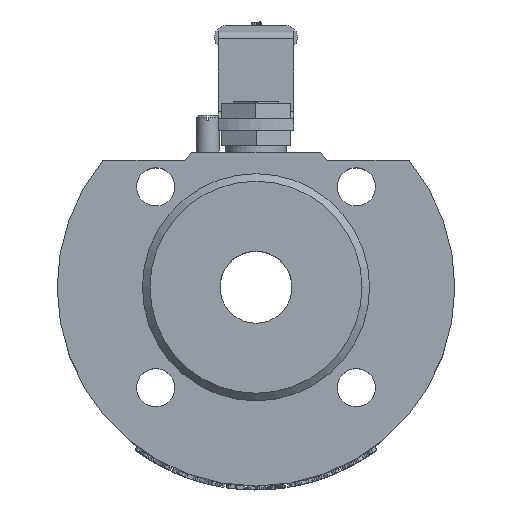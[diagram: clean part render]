
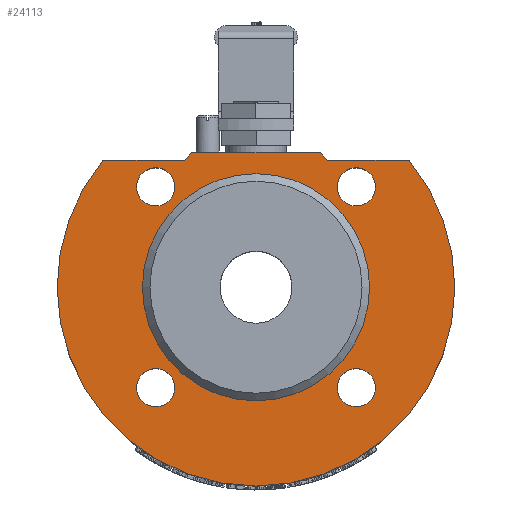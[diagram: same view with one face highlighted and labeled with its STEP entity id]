
A CAD part, top view. The second image highlights one B-rep face of the part: STEP entity #24113.
In plain terms, the highlighted planar face has unit normal (0, 0, 1).
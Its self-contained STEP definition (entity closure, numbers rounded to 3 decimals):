
#1907=FACE_BOUND('',#4736,.T.);
#1908=FACE_BOUND('',#4737,.T.);
#1909=FACE_BOUND('',#4738,.T.);
#1910=FACE_BOUND('',#4739,.T.);
#1911=FACE_BOUND('',#4740,.T.);
#2425=CIRCLE('',#25308,52.5);
#2433=CIRCLE('',#25329,5.053);
#2438=CIRCLE('',#25336,5.053);
#2443=CIRCLE('',#25343,5.053);
#2448=CIRCLE('',#25350,5.053);
#2472=CIRCLE('',#25399,30.);
#3362=FACE_OUTER_BOUND('',#4735,.T.);
#4735=EDGE_LOOP('',(#19246,#19247,#19248,#19249,#19250,#19251));
#4736=EDGE_LOOP('',(#19252));
#4737=EDGE_LOOP('',(#19253));
#4738=EDGE_LOOP('',(#19254));
#4739=EDGE_LOOP('',(#19255));
#4740=EDGE_LOOP('',(#19256));
#6311=LINE('',#47512,#8132);
#6318=LINE('',#47533,#8139);
#6320=LINE('',#47537,#8141);
#6322=LINE('',#47540,#8143);
#6323=LINE('',#47542,#8144);
#8132=VECTOR('',#28472,10.);
#8139=VECTOR('',#28499,10.);
#8141=VECTOR('',#28503,10.);
#8143=VECTOR('',#28507,10.);
#8144=VECTOR('',#28510,10.);
#10321=VERTEX_POINT('',#47311);
#10322=VERTEX_POINT('',#47313);
#10330=VERTEX_POINT('',#47345);
#10335=VERTEX_POINT('',#47359);
#10340=VERTEX_POINT('',#47373);
#10345=VERTEX_POINT('',#47387);
#10389=VERTEX_POINT('',#47509);
#10390=VERTEX_POINT('',#47511);
#10393=VERTEX_POINT('',#47527);
#10394=VERTEX_POINT('',#47532);
#10395=VERTEX_POINT('',#47536);
#13361=EDGE_CURVE('',#10322,#10321,#2425,.T.);
#13373=EDGE_CURVE('',#10330,#10330,#2433,.T.);
#13380=EDGE_CURVE('',#10335,#10335,#2438,.T.);
#13387=EDGE_CURVE('',#10340,#10340,#2443,.T.);
#13394=EDGE_CURVE('',#10345,#10345,#2448,.T.);
#13453=EDGE_CURVE('',#10389,#10390,#6311,.T.);
#13461=EDGE_CURVE('',#10393,#10393,#2472,.T.);
#13462=EDGE_CURVE('',#10394,#10389,#6318,.T.);
#13464=EDGE_CURVE('',#10390,#10395,#6320,.T.);
#13466=EDGE_CURVE('',#10394,#10322,#6322,.T.);
#13467=EDGE_CURVE('',#10321,#10395,#6323,.T.);
#19246=ORIENTED_EDGE('',*,*,#13462,.F.);
#19247=ORIENTED_EDGE('',*,*,#13466,.T.);
#19248=ORIENTED_EDGE('',*,*,#13361,.T.);
#19249=ORIENTED_EDGE('',*,*,#13467,.T.);
#19250=ORIENTED_EDGE('',*,*,#13464,.F.);
#19251=ORIENTED_EDGE('',*,*,#13453,.F.);
#19252=ORIENTED_EDGE('',*,*,#13373,.T.);
#19253=ORIENTED_EDGE('',*,*,#13380,.T.);
#19254=ORIENTED_EDGE('',*,*,#13387,.T.);
#19255=ORIENTED_EDGE('',*,*,#13394,.T.);
#19256=ORIENTED_EDGE('',*,*,#13461,.T.);
#21761=PLANE('',#25406);
#24113=ADVANCED_FACE('',(#3362,#1907,#1908,#1909,#1910,#1911),#21761,.T.);
#25308=AXIS2_PLACEMENT_3D('',#47314,#28258,#28259);
#25329=AXIS2_PLACEMENT_3D('',#47347,#28304,#28305);
#25336=AXIS2_PLACEMENT_3D('',#47361,#28320,#28321);
#25343=AXIS2_PLACEMENT_3D('',#47375,#28336,#28337);
#25350=AXIS2_PLACEMENT_3D('',#47389,#28352,#28353);
#25399=AXIS2_PLACEMENT_3D('',#47529,#28493,#28494);
#25406=AXIS2_PLACEMENT_3D('',#47544,#28513,#28514);
#28258=DIRECTION('center_axis',(0.,0.,1.));
#28259=DIRECTION('ref_axis',(0.77,-0.638,0.));
#28304=DIRECTION('center_axis',(0.,0.,-1.));
#28305=DIRECTION('ref_axis',(-1.,0.,0.));
#28320=DIRECTION('center_axis',(0.,0.,-1.));
#28321=DIRECTION('ref_axis',(-1.,0.,0.));
#28336=DIRECTION('center_axis',(0.,0.,-1.));
#28337=DIRECTION('ref_axis',(-1.,0.,0.));
#28352=DIRECTION('center_axis',(0.,0.,-1.));
#28353=DIRECTION('ref_axis',(-1.,0.,0.));
#28472=DIRECTION('',(1.,0.,0.));
#28493=DIRECTION('center_axis',(0.,0.,-1.));
#28494=DIRECTION('ref_axis',(-1.,0.,0.));
#28499=DIRECTION('',(0.707,0.707,0.));
#28503=DIRECTION('',(0.707,-0.707,0.));
#28507=DIRECTION('',(-1.,0.,0.));
#28510=DIRECTION('',(-1.,0.,0.));
#28513=DIRECTION('center_axis',(0.,0.,1.));
#28514=DIRECTION('ref_axis',(1.,0.,0.));
#47311=CARTESIAN_POINT('',(40.423,33.5,17.5));
#47313=CARTESIAN_POINT('',(-40.423,33.5,17.5));
#47314=CARTESIAN_POINT('Origin',(0.,0.,17.5));
#47345=CARTESIAN_POINT('',(31.57,-26.517,17.5));
#47347=CARTESIAN_POINT('Origin',(26.517,-26.517,17.5));
#47359=CARTESIAN_POINT('',(-21.464,26.517,17.5));
#47361=CARTESIAN_POINT('Origin',(-26.517,26.517,17.5));
#47373=CARTESIAN_POINT('',(31.57,26.517,17.5));
#47375=CARTESIAN_POINT('Origin',(26.517,26.517,17.5));
#47387=CARTESIAN_POINT('',(-21.464,-26.517,17.5));
#47389=CARTESIAN_POINT('Origin',(-26.517,-26.517,17.5));
#47509=CARTESIAN_POINT('',(-17.,35.5,17.5));
#47511=CARTESIAN_POINT('',(17.,35.5,17.5));
#47512=CARTESIAN_POINT('',(-52.5,35.5,17.5));
#47527=CARTESIAN_POINT('',(30.,0.,17.5));
#47529=CARTESIAN_POINT('Origin',(0.,0.,17.5));
#47532=CARTESIAN_POINT('',(-19.,33.5,17.5));
#47533=CARTESIAN_POINT('',(-22.583,29.917,17.5));
#47536=CARTESIAN_POINT('',(19.,33.5,17.5));
#47537=CARTESIAN_POINT('',(22.583,29.917,17.5));
#47540=CARTESIAN_POINT('',(-40.423,33.5,17.5));
#47542=CARTESIAN_POINT('',(-40.423,33.5,17.5));
#47544=CARTESIAN_POINT('Origin',(0.,-1.834,
17.5));
